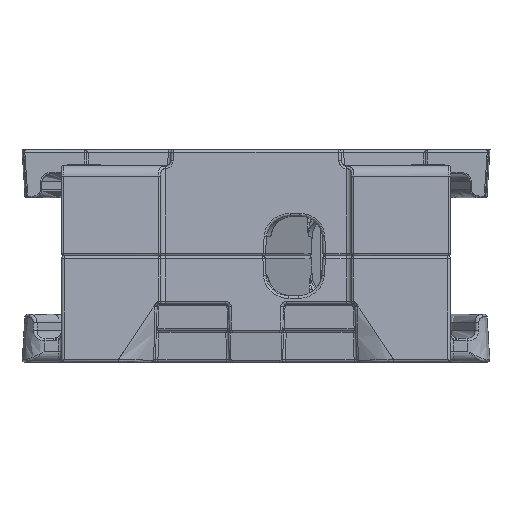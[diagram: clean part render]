
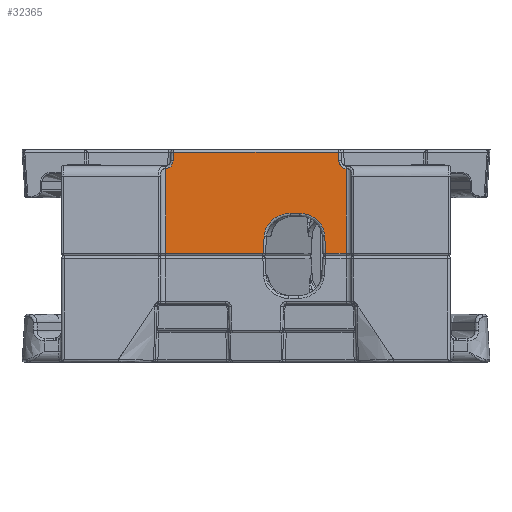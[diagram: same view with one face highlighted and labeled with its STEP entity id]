
A CAD part, front view. The second image highlights one B-rep face of the part: STEP entity #32365.
In plain terms, the highlighted planar face has unit normal (0, -0.999, 0.035).
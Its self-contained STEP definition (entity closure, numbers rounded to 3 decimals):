
#396=PLANE('',#35373);
#1457=B_SPLINE_CURVE_WITH_KNOTS('',3,(#70408,#70409,#70410,#70411,#70412,
#70413,#70414,#70415,#70416,#70417,#70418,#70419,#70420),.UNSPECIFIED.,
 .F.,.F.,(4,3,3,3,4),(0.,0.001,0.001,0.002,
0.002),.UNSPECIFIED.);
#1458=B_SPLINE_CURVE_WITH_KNOTS('',3,(#70428,#70429,#70430,#70431,#70432,
#70433,#70434,#70435,#70436,#70437),.UNSPECIFIED.,.F.,.F.,(4,3,3,4),(0.,
0.001,0.001,0.002),
 .UNSPECIFIED.);
#1459=B_SPLINE_CURVE_WITH_KNOTS('',3,(#70445,#70446,#70447,#70448,#70449,
#70450,#70451,#70452,#70453,#70454,#70455,#70456,#70457),.UNSPECIFIED.,
 .F.,.F.,(4,3,3,3,4),(3.288,3.68,4.047,
4.413,4.806),.UNSPECIFIED.);
#1460=B_SPLINE_CURVE_WITH_KNOTS('',3,(#70460,#70461,#70462,#70463,#70464,
#70465,#70466,#70467,#70468,#70469,#70470,#70471,#70472),.UNSPECIFIED.,
 .F.,.F.,(4,3,3,3,4),(4.806,5.188,5.545,
5.902,6.283),.UNSPECIFIED.);
#2770=LINE('',#66952,#4474);
#2959=LINE('',#70404,#4663);
#2960=LINE('',#70406,#4664);
#2961=LINE('',#70422,#4665);
#2962=LINE('',#70424,#4666);
#2963=LINE('',#70426,#4667);
#2964=LINE('',#70439,#4668);
#2965=LINE('',#70441,#4669);
#2966=LINE('',#70443,#4670);
#2967=LINE('',#70459,#4671);
#4474=VECTOR('',#41441,3.24);
#4663=VECTOR('',#41792,3.898);
#4664=VECTOR('',#41793,15.945);
#4665=VECTOR('',#41794,1.608);
#4666=VECTOR('',#41795,31.051);
#4667=VECTOR('',#41796,1.608);
#4668=VECTOR('',#41797,15.945);
#4669=VECTOR('',#41798,18.309);
#4670=VECTOR('',#41799,3.245);
#4671=VECTOR('',#41800,1.747);
#8159=FACE_OUTER_BOUND('',#10266,.T.);
#10266=EDGE_LOOP('',(#25711,#25712,#25713,#25714,#25715,#25716,#25717,#25718,
#25719,#25720,#25721,#25722,#25723,#25724,#25725));
#12139=CIRCLE('',#35293,4.176);
#14138=VERTEX_POINT('',#66945);
#14141=VERTEX_POINT('',#66950);
#14142=VERTEX_POINT('',#66965);
#14539=VERTEX_POINT('',#70403);
#14540=VERTEX_POINT('',#70405);
#14541=VERTEX_POINT('',#70407);
#14542=VERTEX_POINT('',#70421);
#14543=VERTEX_POINT('',#70423);
#14544=VERTEX_POINT('',#70425);
#14545=VERTEX_POINT('',#70427);
#14546=VERTEX_POINT('',#70438);
#14547=VERTEX_POINT('',#70440);
#14548=VERTEX_POINT('',#70442);
#14549=VERTEX_POINT('',#70444);
#14550=VERTEX_POINT('',#70458);
#17975=EDGE_CURVE('',#14138,#14141,#2770,.T.);
#17976=EDGE_CURVE('',#14142,#14138,#12139,.T.);
#18405=EDGE_CURVE('',#14141,#14539,#2959,.T.);
#18406=EDGE_CURVE('',#14539,#14540,#2960,.T.);
#18407=EDGE_CURVE('',#14540,#14541,#1457,.T.);
#18408=EDGE_CURVE('',#14541,#14542,#2961,.T.);
#18409=EDGE_CURVE('',#14542,#14543,#2962,.T.);
#18410=EDGE_CURVE('',#14543,#14544,#2963,.T.);
#18411=EDGE_CURVE('',#14544,#14545,#1458,.T.);
#18412=EDGE_CURVE('',#14545,#14546,#2964,.T.);
#18413=EDGE_CURVE('',#14546,#14547,#2965,.T.);
#18414=EDGE_CURVE('',#14547,#14548,#2966,.T.);
#18415=EDGE_CURVE('',#14548,#14549,#1459,.T.);
#18416=EDGE_CURVE('',#14549,#14550,#2967,.T.);
#18417=EDGE_CURVE('',#14550,#14142,#1460,.T.);
#25711=ORIENTED_EDGE('',*,*,#17975,.T.);
#25712=ORIENTED_EDGE('',*,*,#18405,.T.);
#25713=ORIENTED_EDGE('',*,*,#18406,.T.);
#25714=ORIENTED_EDGE('',*,*,#18407,.T.);
#25715=ORIENTED_EDGE('',*,*,#18408,.T.);
#25716=ORIENTED_EDGE('',*,*,#18409,.T.);
#25717=ORIENTED_EDGE('',*,*,#18410,.T.);
#25718=ORIENTED_EDGE('',*,*,#18411,.T.);
#25719=ORIENTED_EDGE('',*,*,#18412,.T.);
#25720=ORIENTED_EDGE('',*,*,#18413,.T.);
#25721=ORIENTED_EDGE('',*,*,#18414,.T.);
#25722=ORIENTED_EDGE('',*,*,#18415,.T.);
#25723=ORIENTED_EDGE('',*,*,#18416,.T.);
#25724=ORIENTED_EDGE('',*,*,#18417,.T.);
#25725=ORIENTED_EDGE('',*,*,#17976,.T.);
#32365=ADVANCED_FACE('',(#8159),#396,.T.);
#35293=AXIS2_PLACEMENT_3D('',#66966,#41442,#41443);
#35373=AXIS2_PLACEMENT_3D('',#70402,#41790,#41791);
#41441=DIRECTION('',(0.042,-0.035,-0.998));
#41442=DIRECTION('center_axis',(0.,0.999,
-0.035));
#41443=DIRECTION('ref_axis',(0.999,0.001,0.042));
#41790=DIRECTION('center_axis',(0.,-0.999,
0.035));
#41791=DIRECTION('ref_axis',(0.,-0.035,-0.999));
#41792=DIRECTION('',(1.,0.,0.));
#41793=DIRECTION('',(0.,0.035,0.999));
#41794=DIRECTION('',(-0.052,0.035,0.998));
#41795=DIRECTION('',(-1.,0.,0.));
#41796=DIRECTION('',(-0.052,-0.035,-0.998));
#41797=DIRECTION('',(0.,-0.035,-0.999));
#41798=DIRECTION('',(1.,0.,0.));
#41799=DIRECTION('',(0.07,0.035,0.997));
#41800=DIRECTION('',(1.,0.,0.));
#66945=CARTESIAN_POINT('',(12.964,-2.567,3.753));
#66950=CARTESIAN_POINT('',(13.102,-2.68,0.517));
#66952=CARTESIAN_POINT('',(12.252,-1.982,20.52));
#66965=CARTESIAN_POINT('',(12.952,-2.561,3.939));
#66966=CARTESIAN_POINT('Origin',(8.792,-2.574,3.576));
#70402=CARTESIAN_POINT('Origin',(0.,-2.,20.));
#70403=CARTESIAN_POINT('',(17.,-2.68,0.517));
#70404=CARTESIAN_POINT('',(17.,-2.68,0.517));
#70405=CARTESIAN_POINT('',(17.,-2.124,16.453));
#70406=CARTESIAN_POINT('',(17.,-2.,20.));
#70407=CARTESIAN_POINT('',(15.61,-2.073,17.912));
#70408=CARTESIAN_POINT('Ctrl Pts',(17.,-2.124,16.453));
#70409=CARTESIAN_POINT('Ctrl Pts',(16.816,-2.123,16.467));
#70410=CARTESIAN_POINT('Ctrl Pts',(16.638,-2.122,16.518));
#70411=CARTESIAN_POINT('Ctrl Pts',(16.473,-2.119,16.599));
#70412=CARTESIAN_POINT('Ctrl Pts',(16.309,-2.116,16.68));
#70413=CARTESIAN_POINT('Ctrl Pts',(16.16,-2.112,16.79));
#70414=CARTESIAN_POINT('Ctrl Pts',(16.034,-2.107,16.923));
#70415=CARTESIAN_POINT('Ctrl Pts',(15.908,-2.103,17.057));
#70416=CARTESIAN_POINT('Ctrl Pts',(15.807,-2.097,17.211));
#70417=CARTESIAN_POINT('Ctrl Pts',(15.734,-2.091,17.38));
#70418=CARTESIAN_POINT('Ctrl Pts',(15.662,-2.086,17.55));
#70419=CARTESIAN_POINT('Ctrl Pts',(15.619,-2.079,17.728));
#70420=CARTESIAN_POINT('Ctrl Pts',(15.61,-2.073,17.912));
#70421=CARTESIAN_POINT('',(15.526,-2.017,19.517));
#70422=CARTESIAN_POINT('',(15.502,-2.001,19.974));
#70423=CARTESIAN_POINT('',(-15.526,-2.017,19.517));
#70424=CARTESIAN_POINT('',(-16.,-2.017,19.517));
#70425=CARTESIAN_POINT('',(-15.61,-2.073,17.912));
#70426=CARTESIAN_POINT('',(-15.616,-2.077,17.782));
#70427=CARTESIAN_POINT('',(-17.,-2.124,16.453));
#70428=CARTESIAN_POINT('Ctrl Pts',(-15.61,-2.073,
17.912));
#70429=CARTESIAN_POINT('Ctrl Pts',(-15.629,-2.086,
17.543));
#70430=CARTESIAN_POINT('Ctrl Pts',(-15.783,-2.098,
17.19));
#70431=CARTESIAN_POINT('Ctrl Pts',(-16.034,-2.107,
16.923));
#70432=CARTESIAN_POINT('Ctrl Pts',(-16.097,-2.11,
16.857));
#70433=CARTESIAN_POINT('Ctrl Pts',(-16.166,-2.112,16.796));
#70434=CARTESIAN_POINT('Ctrl Pts',(-16.239,-2.114,16.742));
#70435=CARTESIAN_POINT('Ctrl Pts',(-16.46,-2.119,
16.579));
#70436=CARTESIAN_POINT('Ctrl Pts',(-16.724,-2.123,
16.475));
#70437=CARTESIAN_POINT('Ctrl Pts',(-17.,-2.124,
16.453));
#70438=CARTESIAN_POINT('',(-17.,-2.68,0.517));
#70439=CARTESIAN_POINT('',(-17.,-3.397,-20.));
#70440=CARTESIAN_POINT('',(1.309,-2.68,0.517));
#70441=CARTESIAN_POINT('',(1.613,-2.68,0.517));
#70442=CARTESIAN_POINT('',(1.537,-2.567,3.753));
#70443=CARTESIAN_POINT('',(2.668,-2.007,19.812));
#70444=CARTESIAN_POINT('',(6.437,-2.418,8.017));
#70445=CARTESIAN_POINT('Ctrl Pts',(1.537,-2.567,3.753));
#70446=CARTESIAN_POINT('Ctrl Pts',(1.575,-2.549,4.286));
#70447=CARTESIAN_POINT('Ctrl Pts',(1.722,-2.529,4.859));
#70448=CARTESIAN_POINT('Ctrl Pts',(1.999,-2.51,5.401));
#70449=CARTESIAN_POINT('Ctrl Pts',(2.257,-2.492,5.908));
#70450=CARTESIAN_POINT('Ctrl Pts',(2.628,-2.475,6.386));
#70451=CARTESIAN_POINT('Ctrl Pts',(3.083,-2.462,6.782));
#70452=CARTESIAN_POINT('Ctrl Pts',(3.538,-2.448,7.178));
#70453=CARTESIAN_POINT('Ctrl Pts',(4.076,-2.437,7.491));
#70454=CARTESIAN_POINT('Ctrl Pts',(4.636,-2.43,7.697));
#70455=CARTESIAN_POINT('Ctrl Pts',(5.237,-2.422,7.918));
#70456=CARTESIAN_POINT('Ctrl Pts',(5.861,-2.418,8.017));
#70457=CARTESIAN_POINT('Ctrl Pts',(6.437,-2.418,8.017));
#70458=CARTESIAN_POINT('',(8.184,-2.418,8.017));
#70459=CARTESIAN_POINT('',(0.,-2.418,8.017));
#70460=CARTESIAN_POINT('Ctrl Pts',(8.184,-2.418,8.017));
#70461=CARTESIAN_POINT('Ctrl Pts',(8.745,-2.418,8.017));
#70462=CARTESIAN_POINT('Ctrl Pts',(9.35,-2.422,7.923));
#70463=CARTESIAN_POINT('Ctrl Pts',(9.929,-2.429,7.714));
#70464=CARTESIAN_POINT('Ctrl Pts',(10.471,-2.436,7.518));
#70465=CARTESIAN_POINT('Ctrl Pts',(10.99,-2.446,7.222));
#70466=CARTESIAN_POINT('Ctrl Pts',(11.43,-2.459,6.845));
#70467=CARTESIAN_POINT('Ctrl Pts',(11.87,-2.473,6.468));
#70468=CARTESIAN_POINT('Ctrl Pts',(12.231,-2.488,6.013));
#70469=CARTESIAN_POINT('Ctrl Pts',(12.485,-2.505,5.527));
#70470=CARTESIAN_POINT('Ctrl Pts',(12.757,-2.524,5.009));
#70471=CARTESIAN_POINT('Ctrl Pts',(12.907,-2.543,4.458));
#70472=CARTESIAN_POINT('Ctrl Pts',(12.952,-2.561,3.939));
